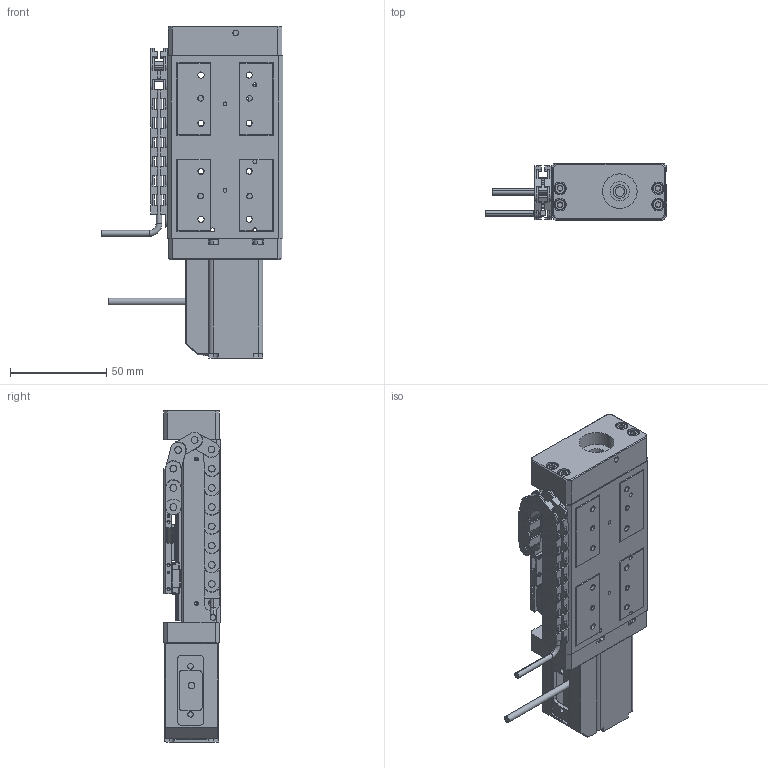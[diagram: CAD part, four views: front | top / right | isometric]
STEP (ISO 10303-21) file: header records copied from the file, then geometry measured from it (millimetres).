
FILE_DESCRIPTION (( 'STEP AP214' ), '1' );
FILE_NAME ('PPS-60-41X1X.STEP', '2023-03-02T00:46:37', ( '' ), ( '' ), 'SwSTEP 2.0', 'SolidWorks 2020', '' );
FILE_SCHEMA (( 'AUTOMOTIVE_DESIGN' ));
Length unit declared in the file: millimetre
Products named in the file (22): Cable Chain exit cable_MOTOR+LIMIT VACUUM; IGUS chain, end link; 430602 PPS-60, END PLATE, BEARING SIDE_cover 4; IGUS chain, PPS-60_050mm; IGUS chain link; PPS-60-41X1X; SCREW, MS-PPH, M-JCIS_M1.6 x 0.35 x 4mm; SCREW, SHCS-S, M-DIN_M2 x 0.4 x 03mm; 130174 PPS-60, Bearing Block; 430559 PPS-60, Carriage, L65mm; SCREW, MS-PPH, M-JCIS_M2 x 0.4 x 6mm; 130174 Bearing Slide Rail, PPS-60_025mm; 430562 PPS-60, Cable Clamp, Carriage; PPS-60, Base, Master Part_025mm; SCREW, SHCS-S, M-DIN_M2.5 x 0.45 x 12mm; 430601 PPS-60, END PLATE, MOTOR SIDE_cover 4; 430604 PPS-60, EXTERNAL MOTOR COVER; 110152 Stepper Motor, Size 11, Lin; SCREW, SHCS-S, M-DIN_M2.5 x 0.45 x 14mm; Cable Chain exit cable_CL, VAC, ENC CABLE; SCREW, SHCS-S, M-DIN_M3 x 0.5 x 12mm; Dowel Pin, M-DIN_M01.5 x 005
Assembly tree (71 placements, depth 3):
  PPS-60-41X1X
    PPS-60, Base, Master Part_025mm
    430559 PPS-60, Carriage, L65mm
    430562 PPS-60, Cable Clamp, Carriage
    SCREW, SHCS-S, M-DIN_M3 x 0.5 x 12mm  x8
    SCREW, MS-PPH, M-JCIS_M1.6 x 0.35 x 4mm  x4
    SCREW, SHCS-S, M-DIN_M2 x 0.4 x 03mm  x8
    Dowel Pin, M-DIN_M01.5 x 005  x4
    130174 PPS-60, Bearing Block  x4
    130174 Bearing Slide Rail, PPS-60_025mm  x2
    SCREW, MS-PPH, M-JCIS_M2 x 0.4 x 6mm  x12
    110152 Stepper Motor, Size 11, Lin
    SCREW, SHCS-S, M-DIN_M2.5 x 0.45 x 14mm  x4
    430602 PPS-60, END PLATE, BEARING SIDE_cover 4
    430601 PPS-60, END PLATE, MOTOR SIDE_cover 4
    430604 PPS-60, EXTERNAL MOTOR COVER
    SCREW, SHCS-S, M-DIN_M2.5 x 0.45 x 12mm  x2
    IGUS chain, PPS-60_050mm
      IGUS chain, end link
      IGUS chain link  x12
    Cable Chain exit cable_MOTOR+LIMIT VACUUM
    Cable Chain exit cable_CL, VAC, ENC CABLE
Bounding box: 94.35 x 30 x 172.6 mm (x, y, z)
Volume: 168583.8 mm3; surface area: 84244.5 mm2
Topology: 70 solids, 70 shells, 3522 faces, 8682 edges, 5461 vertices
Faces by surface type: plane 1906, cylinder 1065, torus 278, cone 271, bspline 2
Entity records: 48492 total; most frequent: DIRECTION 8299, CARTESIAN_POINT 8143, ORIENTED_EDGE 7486, EDGE_CURVE 3743, AXIS2_PLACEMENT_3D 3037, VERTEX_POINT 2425, VECTOR 2225, LINE 2225
